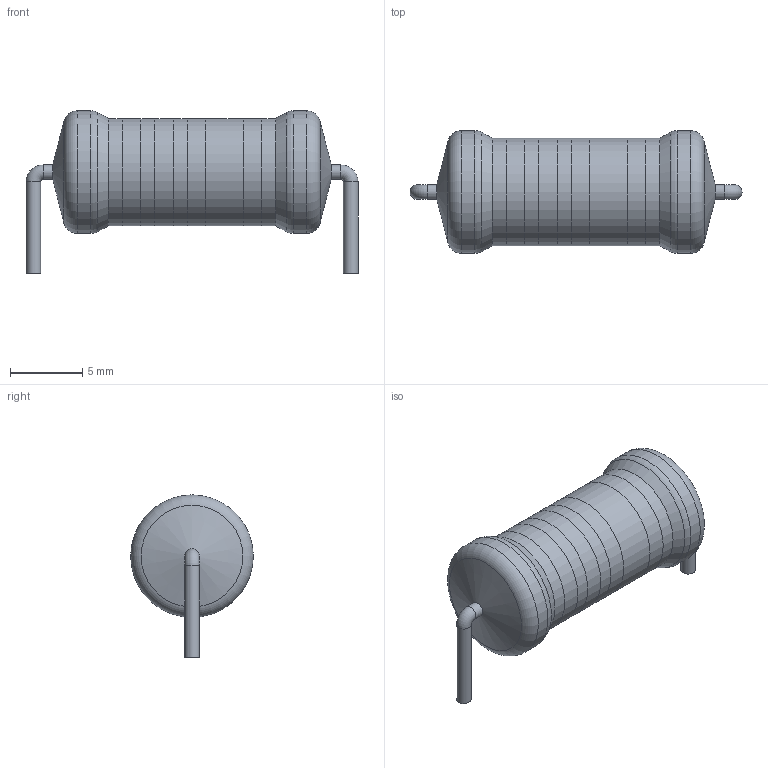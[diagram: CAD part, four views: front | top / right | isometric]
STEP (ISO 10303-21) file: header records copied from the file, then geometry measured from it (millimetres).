
FILE_DESCRIPTION(/* description */ (''),/* implementation_level */ '2;1');
FILE_NAME(/* name */ 'RES AXIAL TH D8.5 L19.3.step',/* time_stamp */ '2022-05-14T20:14:49+01:00',/* author */ (''),/* organization */ (''),/* preprocessor_version */ 'ST-DEVELOPER v18.1',/* originating_system */ 'Autodesk Translation Framework v10.14.0.1471',/* authorisation */ '');
FILE_SCHEMA (('AUTOMOTIVE_DESIGN { 1 0 10303 214 3 1 1 }'));
Length unit declared in the file: millimetre
Products named in the file (1): RES AXIAL TH
Bounding box: 23.01 x 8.5 x 11.25 mm (x, y, z)
Volume: 867 mm3; surface area: 583.8 mm2
Topology: 1 solids, 1 shells, 27 faces, 55 edges, 30 vertices
Faces by surface type: cylinder 15, torus 6, cone 4, plane 2
Full cylindrical faces by diameter (mm): 1.009 x4, 7.437 x9, 8.5 x2
Entity records: 806 total; most frequent: DIRECTION 147, CARTESIAN_POINT 113, ORIENTED_EDGE 110, AXIS2_PLACEMENT_3D 64, EDGE_CURVE 55, CIRCLE 36, VERTEX_POINT 30, FACE_OUTER_BOUND 27
